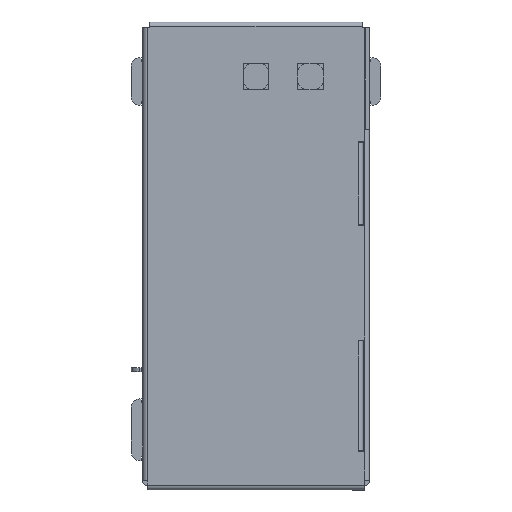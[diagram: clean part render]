
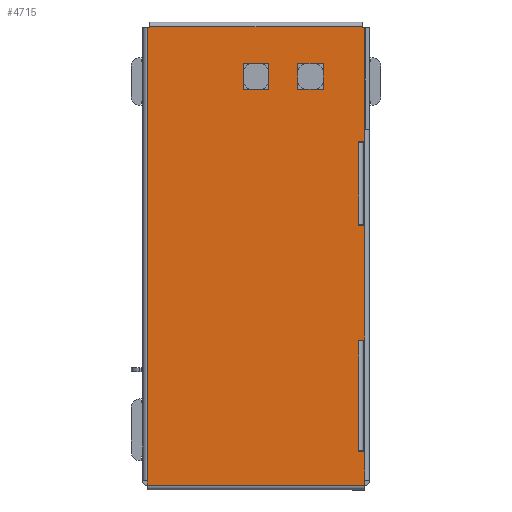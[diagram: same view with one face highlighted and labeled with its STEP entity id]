
A CAD part, top view. The second image highlights one B-rep face of the part: STEP entity #4715.
In plain terms, the highlighted planar face has unit normal (0, 0, 1).
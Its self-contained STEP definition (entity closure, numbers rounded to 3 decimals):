
#33=FACE_BOUND('',#647,.T.);
#34=FACE_BOUND('',#648,.T.);
#120=PLANE('',#5035);
#363=FACE_OUTER_BOUND('',#646,.T.);
#646=EDGE_LOOP('',(#3732,#3733,#3734,#3735,#3736,#3737,#3738,#3739,#3740,
#3741,#3742,#3743,#3744,#3745,#3746,#3747,#3748,#3749,#3750,#3751,#3752,
#3753,#3754,#3755,#3756));
#647=EDGE_LOOP('',(#3757,#3758,#3759,#3760));
#648=EDGE_LOOP('',(#3761,#3762,#3763,#3764));
#885=LINE('',#6696,#1484);
#895=LINE('',#6720,#1494);
#927=LINE('',#6785,#1526);
#1086=LINE('',#7155,#1685);
#1093=LINE('',#7173,#1692);
#1095=LINE('',#7177,#1694);
#1096=LINE('',#7179,#1695);
#1097=LINE('',#7181,#1696);
#1098=LINE('',#7183,#1697);
#1099=LINE('',#7185,#1698);
#1100=LINE('',#7187,#1699);
#1101=LINE('',#7189,#1700);
#1102=LINE('',#7191,#1701);
#1103=LINE('',#7193,#1702);
#1104=LINE('',#7195,#1703);
#1105=LINE('',#7197,#1704);
#1106=LINE('',#7199,#1705);
#1107=LINE('',#7201,#1706);
#1108=LINE('',#7203,#1707);
#1109=LINE('',#7205,#1708);
#1110=LINE('',#7207,#1709);
#1111=LINE('',#7208,#1710);
#1112=LINE('',#7210,#1711);
#1113=LINE('',#7212,#1712);
#1114=LINE('',#7213,#1713);
#1115=LINE('',#7216,#1714);
#1116=LINE('',#7218,#1715);
#1117=LINE('',#7220,#1716);
#1118=LINE('',#7221,#1717);
#1119=LINE('',#7224,#1718);
#1120=LINE('',#7226,#1719);
#1121=LINE('',#7228,#1720);
#1122=LINE('',#7229,#1721);
#1484=VECTOR('',#5370,10.);
#1494=VECTOR('',#5400,10.);
#1526=VECTOR('',#5436,10.);
#1685=VECTOR('',#5767,10.);
#1692=VECTOR('',#5794,10.);
#1694=VECTOR('',#5798,10.);
#1695=VECTOR('',#5799,10.);
#1696=VECTOR('',#5800,10.);
#1697=VECTOR('',#5801,10.);
#1698=VECTOR('',#5802,10.);
#1699=VECTOR('',#5803,10.);
#1700=VECTOR('',#5804,10.);
#1701=VECTOR('',#5805,10.);
#1702=VECTOR('',#5806,10.);
#1703=VECTOR('',#5807,10.);
#1704=VECTOR('',#5808,10.);
#1705=VECTOR('',#5809,10.);
#1706=VECTOR('',#5810,10.);
#1707=VECTOR('',#5811,10.);
#1708=VECTOR('',#5812,10.);
#1709=VECTOR('',#5813,10.);
#1710=VECTOR('',#5814,10.);
#1711=VECTOR('',#5815,10.);
#1712=VECTOR('',#5816,10.);
#1713=VECTOR('',#5817,10.);
#1714=VECTOR('',#5818,10.);
#1715=VECTOR('',#5819,10.);
#1716=VECTOR('',#5820,10.);
#1717=VECTOR('',#5821,10.);
#1718=VECTOR('',#5822,10.);
#1719=VECTOR('',#5823,10.);
#1720=VECTOR('',#5824,10.);
#1721=VECTOR('',#5825,10.);
#2161=VERTEX_POINT('',#6693);
#2162=VERTEX_POINT('',#6695);
#2166=VERTEX_POINT('',#6718);
#2197=VERTEX_POINT('',#6784);
#2321=VERTEX_POINT('',#7152);
#2322=VERTEX_POINT('',#7154);
#2323=VERTEX_POINT('',#7172);
#2324=VERTEX_POINT('',#7176);
#2325=VERTEX_POINT('',#7178);
#2326=VERTEX_POINT('',#7180);
#2327=VERTEX_POINT('',#7182);
#2328=VERTEX_POINT('',#7184);
#2329=VERTEX_POINT('',#7186);
#2330=VERTEX_POINT('',#7188);
#2331=VERTEX_POINT('',#7190);
#2332=VERTEX_POINT('',#7192);
#2333=VERTEX_POINT('',#7194);
#2334=VERTEX_POINT('',#7196);
#2335=VERTEX_POINT('',#7198);
#2336=VERTEX_POINT('',#7200);
#2337=VERTEX_POINT('',#7202);
#2338=VERTEX_POINT('',#7204);
#2339=VERTEX_POINT('',#7206);
#2340=VERTEX_POINT('',#7209);
#2341=VERTEX_POINT('',#7211);
#2342=VERTEX_POINT('',#7214);
#2343=VERTEX_POINT('',#7215);
#2344=VERTEX_POINT('',#7217);
#2345=VERTEX_POINT('',#7219);
#2346=VERTEX_POINT('',#7222);
#2347=VERTEX_POINT('',#7223);
#2348=VERTEX_POINT('',#7225);
#2349=VERTEX_POINT('',#7227);
#2595=EDGE_CURVE('',#2162,#2161,#885,.T.);
#2608=EDGE_CURVE('',#2166,#2161,#895,.T.);
#2640=EDGE_CURVE('',#2197,#2162,#927,.T.);
#2824=EDGE_CURVE('',#2322,#2321,#1086,.T.);
#2834=EDGE_CURVE('',#2323,#2322,#1093,.T.);
#2836=EDGE_CURVE('',#2166,#2324,#1095,.T.);
#2837=EDGE_CURVE('',#2324,#2325,#1096,.T.);
#2838=EDGE_CURVE('',#2325,#2326,#1097,.T.);
#2839=EDGE_CURVE('',#2326,#2327,#1098,.T.);
#2840=EDGE_CURVE('',#2327,#2328,#1099,.T.);
#2841=EDGE_CURVE('',#2328,#2329,#1100,.T.);
#2842=EDGE_CURVE('',#2329,#2330,#1101,.T.);
#2843=EDGE_CURVE('',#2331,#2330,#1102,.T.);
#2844=EDGE_CURVE('',#2331,#2332,#1103,.T.);
#2845=EDGE_CURVE('',#2332,#2333,#1104,.T.);
#2846=EDGE_CURVE('',#2333,#2334,#1105,.T.);
#2847=EDGE_CURVE('',#2334,#2335,#1106,.T.);
#2848=EDGE_CURVE('',#2335,#2336,#1107,.T.);
#2849=EDGE_CURVE('',#2336,#2337,#1108,.T.);
#2850=EDGE_CURVE('',#2337,#2338,#1109,.T.);
#2851=EDGE_CURVE('',#2339,#2338,#1110,.T.);
#2852=EDGE_CURVE('',#2339,#2323,#1111,.T.);
#2853=EDGE_CURVE('',#2340,#2321,#1112,.T.);
#2854=EDGE_CURVE('',#2340,#2341,#1113,.T.);
#2855=EDGE_CURVE('',#2341,#2197,#1114,.T.);
#2856=EDGE_CURVE('',#2342,#2343,#1115,.T.);
#2857=EDGE_CURVE('',#2343,#2344,#1116,.T.);
#2858=EDGE_CURVE('',#2344,#2345,#1117,.T.);
#2859=EDGE_CURVE('',#2345,#2342,#1118,.T.);
#2860=EDGE_CURVE('',#2346,#2347,#1119,.T.);
#2861=EDGE_CURVE('',#2347,#2348,#1120,.T.);
#2862=EDGE_CURVE('',#2348,#2349,#1121,.T.);
#2863=EDGE_CURVE('',#2349,#2346,#1122,.T.);
#3732=ORIENTED_EDGE('',*,*,#2595,.T.);
#3733=ORIENTED_EDGE('',*,*,#2608,.F.);
#3734=ORIENTED_EDGE('',*,*,#2836,.T.);
#3735=ORIENTED_EDGE('',*,*,#2837,.T.);
#3736=ORIENTED_EDGE('',*,*,#2838,.T.);
#3737=ORIENTED_EDGE('',*,*,#2839,.T.);
#3738=ORIENTED_EDGE('',*,*,#2840,.T.);
#3739=ORIENTED_EDGE('',*,*,#2841,.T.);
#3740=ORIENTED_EDGE('',*,*,#2842,.T.);
#3741=ORIENTED_EDGE('',*,*,#2843,.F.);
#3742=ORIENTED_EDGE('',*,*,#2844,.T.);
#3743=ORIENTED_EDGE('',*,*,#2845,.T.);
#3744=ORIENTED_EDGE('',*,*,#2846,.T.);
#3745=ORIENTED_EDGE('',*,*,#2847,.T.);
#3746=ORIENTED_EDGE('',*,*,#2848,.T.);
#3747=ORIENTED_EDGE('',*,*,#2849,.T.);
#3748=ORIENTED_EDGE('',*,*,#2850,.T.);
#3749=ORIENTED_EDGE('',*,*,#2851,.F.);
#3750=ORIENTED_EDGE('',*,*,#2852,.T.);
#3751=ORIENTED_EDGE('',*,*,#2834,.T.);
#3752=ORIENTED_EDGE('',*,*,#2824,.T.);
#3753=ORIENTED_EDGE('',*,*,#2853,.F.);
#3754=ORIENTED_EDGE('',*,*,#2854,.T.);
#3755=ORIENTED_EDGE('',*,*,#2855,.T.);
#3756=ORIENTED_EDGE('',*,*,#2640,.T.);
#3757=ORIENTED_EDGE('',*,*,#2856,.T.);
#3758=ORIENTED_EDGE('',*,*,#2857,.T.);
#3759=ORIENTED_EDGE('',*,*,#2858,.T.);
#3760=ORIENTED_EDGE('',*,*,#2859,.T.);
#3761=ORIENTED_EDGE('',*,*,#2860,.T.);
#3762=ORIENTED_EDGE('',*,*,#2861,.T.);
#3763=ORIENTED_EDGE('',*,*,#2862,.T.);
#3764=ORIENTED_EDGE('',*,*,#2863,.T.);
#4715=ADVANCED_FACE('',(#363,#33,#34),#120,.T.);
#5035=AXIS2_PLACEMENT_3D('',#7175,#5796,#5797);
#5370=DIRECTION('',(1.,0.,0.));
#5400=DIRECTION('',(0.,-1.,0.));
#5436=DIRECTION('',(0.,-1.,0.));
#5767=DIRECTION('',(-1.,0.,0.));
#5794=DIRECTION('',(0.,1.,0.));
#5796=DIRECTION('center_axis',(0.,0.,1.));
#5797=DIRECTION('ref_axis',(1.,0.,0.));
#5798=DIRECTION('',(-1.,0.,0.));
#5799=DIRECTION('',(0.,1.,0.));
#5800=DIRECTION('',(1.,0.,0.));
#5801=DIRECTION('',(0.,1.,0.));
#5802=DIRECTION('',(-1.,0.,0.));
#5803=DIRECTION('',(0.,1.,0.));
#5804=DIRECTION('',(1.,0.,0.));
#5805=DIRECTION('',(0.,-1.,0.));
#5806=DIRECTION('',(-1.,0.,0.));
#5807=DIRECTION('',(0.,1.,0.));
#5808=DIRECTION('',(1.,0.,0.));
#5809=DIRECTION('',(0.,1.,0.));
#5810=DIRECTION('',(-1.,0.,0.));
#5811=DIRECTION('',(0.,1.,0.));
#5812=DIRECTION('',(1.,0.,0.));
#5813=DIRECTION('',(0.,-1.,0.));
#5814=DIRECTION('',(-1.,0.,0.));
#5815=DIRECTION('',(0.,1.,0.));
#5816=DIRECTION('',(-1.,0.,0.));
#5817=DIRECTION('',(0.,-1.,0.));
#5818=DIRECTION('',(0.,-1.,0.));
#5819=DIRECTION('',(-1.,0.,0.));
#5820=DIRECTION('',(0.,1.,0.));
#5821=DIRECTION('',(1.,0.,0.));
#5822=DIRECTION('',(0.,-1.,0.));
#5823=DIRECTION('',(-1.,0.,0.));
#5824=DIRECTION('',(0.,1.,0.));
#5825=DIRECTION('',(1.,0.,0.));
#6693=CARTESIAN_POINT('',(38.4,-81.6,34.7));
#6695=CARTESIAN_POINT('',(-38.4,-81.6,34.7));
#6696=CARTESIAN_POINT('',(18.377,-81.6,34.7));
#6718=CARTESIAN_POINT('',(38.4,-69.7,34.7));
#6720=CARTESIAN_POINT('',(38.4,-80.,34.7));
#6784=CARTESIAN_POINT('',(-38.4,-80.,34.7));
#6785=CARTESIAN_POINT('',(-38.4,-80.,34.7));
#7152=CARTESIAN_POINT('',(-37.5,80.4,34.7));
#7154=CARTESIAN_POINT('',(37.5,80.4,34.7));
#7155=CARTESIAN_POINT('',(-19.573,80.4,34.7));
#7172=CARTESIAN_POINT('',(37.5,80.,34.7));
#7173=CARTESIAN_POINT('',(37.5,80.,34.7));
#7175=CARTESIAN_POINT('Origin',(-1.647,0.,34.7));
#7176=CARTESIAN_POINT('',(36.1,-69.7,34.7));
#7177=CARTESIAN_POINT('',(17.227,-69.7,34.7));
#7178=CARTESIAN_POINT('',(36.1,-69.4,34.7));
#7179=CARTESIAN_POINT('',(36.1,-34.7,34.7));
#7180=CARTESIAN_POINT('',(36.2,-69.4,34.7));
#7181=CARTESIAN_POINT('',(17.327,-69.4,34.7));
#7182=CARTESIAN_POINT('',(36.2,-30.6,34.7));
#7183=CARTESIAN_POINT('',(36.2,-15.3,34.7));
#7184=CARTESIAN_POINT('',(36.1,-30.6,34.7));
#7185=CARTESIAN_POINT('',(17.227,-30.6,34.7));
#7186=CARTESIAN_POINT('',(36.1,-30.3,34.7));
#7187=CARTESIAN_POINT('',(36.1,-15.15,34.7));
#7188=CARTESIAN_POINT('',(38.4,-30.3,34.7));
#7189=CARTESIAN_POINT('',(36.3,-30.3,34.7));
#7190=CARTESIAN_POINT('',(38.4,10.3,34.7));
#7191=CARTESIAN_POINT('',(38.4,-30.3,34.7));
#7192=CARTESIAN_POINT('',(36.1,10.3,34.7));
#7193=CARTESIAN_POINT('',(17.227,10.3,34.7));
#7194=CARTESIAN_POINT('',(36.1,10.6,34.7));
#7195=CARTESIAN_POINT('',(36.1,5.3,34.7));
#7196=CARTESIAN_POINT('',(36.2,10.6,34.7));
#7197=CARTESIAN_POINT('',(17.327,10.6,34.7));
#7198=CARTESIAN_POINT('',(36.2,39.4,34.7));
#7199=CARTESIAN_POINT('',(36.2,19.7,34.7));
#7200=CARTESIAN_POINT('',(36.1,39.4,34.7));
#7201=CARTESIAN_POINT('',(17.227,39.4,34.7));
#7202=CARTESIAN_POINT('',(36.1,39.7,34.7));
#7203=CARTESIAN_POINT('',(36.1,19.85,34.7));
#7204=CARTESIAN_POINT('',(38.4,39.7,34.7));
#7205=CARTESIAN_POINT('',(36.3,39.7,34.7));
#7206=CARTESIAN_POINT('',(38.4,80.,34.7));
#7207=CARTESIAN_POINT('',(38.4,39.7,34.7));
#7208=CARTESIAN_POINT('',(-38.4,80.,34.7));
#7209=CARTESIAN_POINT('',(-37.5,80.,34.7));
#7210=CARTESIAN_POINT('',(-37.5,80.,34.7));
#7211=CARTESIAN_POINT('',(-38.4,80.,34.7));
#7212=CARTESIAN_POINT('',(-38.4,80.,34.7));
#7213=CARTESIAN_POINT('',(-38.4,0.,34.7));
#7214=CARTESIAN_POINT('',(4.5,67.25,34.7));
#7215=CARTESIAN_POINT('',(4.5,58.25,34.7));
#7216=CARTESIAN_POINT('',(4.5,33.625,34.7));
#7217=CARTESIAN_POINT('',(-4.5,58.25,34.7));
#7218=CARTESIAN_POINT('',(1.427,58.25,34.7));
#7219=CARTESIAN_POINT('',(-4.5,67.25,34.7));
#7220=CARTESIAN_POINT('',(-4.5,29.125,34.7));
#7221=CARTESIAN_POINT('',(-3.073,67.25,34.7));
#7222=CARTESIAN_POINT('',(23.75,67.25,34.7));
#7223=CARTESIAN_POINT('',(23.75,58.25,34.7));
#7224=CARTESIAN_POINT('',(23.75,33.625,34.7));
#7225=CARTESIAN_POINT('',(14.75,58.25,34.7));
#7226=CARTESIAN_POINT('',(11.052,58.25,34.7));
#7227=CARTESIAN_POINT('',(14.75,67.25,34.7));
#7228=CARTESIAN_POINT('',(14.75,29.125,34.7));
#7229=CARTESIAN_POINT('',(6.552,67.25,34.7));
